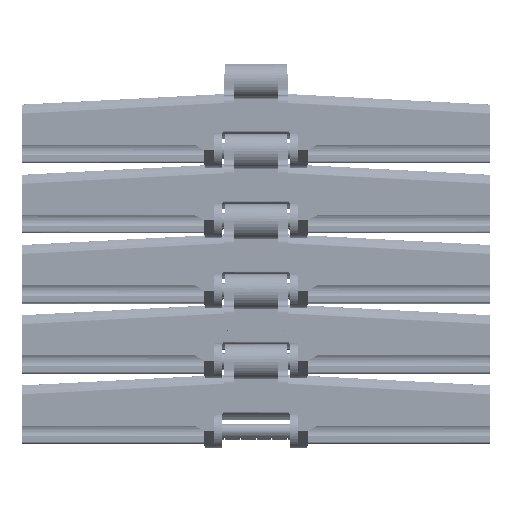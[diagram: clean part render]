
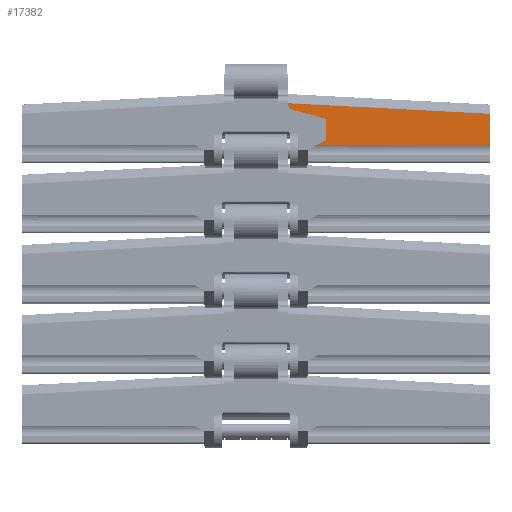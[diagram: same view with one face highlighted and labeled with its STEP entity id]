
A CAD part, front view. The second image highlights one B-rep face of the part: STEP entity #17382.
In plain terms, the highlighted planar face has unit normal (0, -1, 0).
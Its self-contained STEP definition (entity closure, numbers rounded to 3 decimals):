
#131 = CIRCLE ( 'NONE', #7971, 5. ) ;
#179 = DIRECTION ( 'NONE',  ( 0., 0., 1. ) ) ;
#507 = CARTESIAN_POINT ( 'NONE',  ( 28.183, -2.4, -8.823 ) ) ;
#655 = LINE ( 'NONE', #3693, #12875 ) ;
#679 = CARTESIAN_POINT ( 'NONE',  ( 22.594, -2.4, 9.45 ) ) ;
#940 = VECTOR ( 'NONE', #6376, 1000. ) ;
#1229 = CARTESIAN_POINT ( 'NONE',  ( 19.724, -2.4, 10.219 ) ) ;
#1436 = CARTESIAN_POINT ( 'NONE',  ( 127., -2.4, 8.013 ) ) ;
#1777 = LINE ( 'NONE', #7672, #12952 ) ;
#1914 = CARTESIAN_POINT ( 'NONE',  ( 28.22, -2.4, -9.567 ) ) ;
#1999 = ORIENTED_EDGE ( 'NONE', *, *, #2651, .T. ) ;
#2093 = VERTEX_POINT ( 'NONE', #507 ) ;
#2482 = EDGE_CURVE ( 'NONE', #6317, #10407, #12004, .T. ) ;
#2651 = EDGE_CURVE ( 'NONE', #2093, #18441, #7843, .T. ) ;
#2673 = DIRECTION ( 'NONE',  ( 0.966, 0., -0.259 ) ) ;
#2820 = VERTEX_POINT ( 'NONE', #679 ) ;
#3212 = EDGE_LOOP ( 'NONE', ( #5178, #8173, #18916, #10632, #9011, #12096, #10984, #11654, #1999 ) ) ;
#3221 = EDGE_CURVE ( 'NONE', #11841, #18441, #14873, .T. ) ;
#3369 = EDGE_CURVE ( 'NONE', #11841, #10658, #655, .T. ) ;
#3387 = DIRECTION ( 'NONE',  ( 0.049, 0., -0.999 ) ) ;
#3693 = CARTESIAN_POINT ( 'NONE',  ( 0.767, -2.4, 14.628 ) ) ;
#3791 = CARTESIAN_POINT ( 'NONE',  ( 84.454, -2.4, 10.205 ) ) ;
#4060 = VECTOR ( 'NONE', #2673, 1000. ) ;
#4219 = DIRECTION ( 'NONE',  ( 0., 1., 0. ) ) ;
#4325 = DIRECTION ( 'NONE',  ( 0., -1., 0. ) ) ;
#5043 = EDGE_CURVE ( 'NONE', #8585, #17031, #8758, .T. ) ;
#5091 = DIRECTION ( 'NONE',  ( 0., 0., 1. ) ) ;
#5178 = ORIENTED_EDGE ( 'NONE', *, *, #3221, .F. ) ;
#5333 = CARTESIAN_POINT ( 'NONE',  ( 19.724, -2.4, 10.219 ) ) ;
#5736 = EDGE_CURVE ( 'NONE', #10658, #6317, #1777, .T. ) ;
#6317 = VERTEX_POINT ( 'NONE', #17135 ) ;
#6376 = DIRECTION ( 'NONE',  ( 1., 0., 0. ) ) ;
#6674 = CARTESIAN_POINT ( 'NONE',  ( 0., -2.4, 0. ) ) ;
#6831 = DIRECTION ( 'NONE',  ( 0., 0., 1. ) ) ;
#7160 = CARTESIAN_POINT ( 'NONE',  ( 21.3, -2.4, 4.62 ) ) ;
#7672 = CARTESIAN_POINT ( 'NONE',  ( 17.5, -2.4, 13.117 ) ) ;
#7843 = LINE ( 'NONE', #12064, #940 ) ;
#7849 = PLANE ( 'NONE',  #16715 ) ;
#7971 = AXIS2_PLACEMENT_3D ( 'NONE', #7160, #4219, #179 ) ;
#8173 = ORIENTED_EDGE ( 'NONE', *, *, #3369, .T. ) ;
#8235 = FACE_OUTER_BOUND ( 'NONE', #3212, .T. ) ;
#8582 = DIRECTION ( 'NONE',  ( 0., -1., 0. ) ) ;
#8585 = VERTEX_POINT ( 'NONE', #9183 ) ;
#8758 = CIRCLE ( 'NONE', #12220, 58.4 ) ;
#8938 = CARTESIAN_POINT ( 'NONE',  ( 20.5, -2.4, 13.117 ) ) ;
#9011 = ORIENTED_EDGE ( 'NONE', *, *, #10955, .T. ) ;
#9146 = VECTOR ( 'NONE', #3387, 1000. ) ;
#9183 = CARTESIAN_POINT ( 'NONE',  ( 26.281, -2.4, 5.06 ) ) ;
#9524 = AXIS2_PLACEMENT_3D ( 'NONE', #8938, #4325, #10429 ) ;
#9716 = DIRECTION ( 'NONE',  ( -0.999, 0., 0.052 ) ) ;
#10407 = VERTEX_POINT ( 'NONE', #1229 ) ;
#10429 = DIRECTION ( 'NONE',  ( 0., 0., 1. ) ) ;
#10502 = DIRECTION ( 'NONE',  ( 0., 0., -1. ) ) ;
#10632 = ORIENTED_EDGE ( 'NONE', *, *, #2482, .T. ) ;
#10658 = VERTEX_POINT ( 'NONE', #11926 ) ;
#10955 = EDGE_CURVE ( 'NONE', #10407, #2820, #13167, .T. ) ;
#10984 = ORIENTED_EDGE ( 'NONE', *, *, #5043, .T. ) ;
#11654 = ORIENTED_EDGE ( 'NONE', *, *, #15501, .T. ) ;
#11841 = VERTEX_POINT ( 'NONE', #1436 ) ;
#11926 = CARTESIAN_POINT ( 'NONE',  ( 17.5, -2.4, 13.751 ) ) ;
#12004 = CIRCLE ( 'NONE', #9524, 3. ) ;
#12064 = CARTESIAN_POINT ( 'NONE',  ( -127.001, -2.4, -8.823 ) ) ;
#12096 = ORIENTED_EDGE ( 'NONE', *, *, #18822, .T. ) ;
#12220 = AXIS2_PLACEMENT_3D ( 'NONE', #3791, #8582, #6831 ) ;
#12646 = DIRECTION ( 'NONE',  ( 0., 1., 0. ) ) ;
#12671 = CARTESIAN_POINT ( 'NONE',  ( 27.982, -2.4, -4.68 ) ) ;
#12875 = VECTOR ( 'NONE', #9716, 1000. ) ;
#12952 = VECTOR ( 'NONE', #13549, 1000. ) ;
#13167 = LINE ( 'NONE', #5333, #4060 ) ;
#13507 = CARTESIAN_POINT ( 'NONE',  ( 127., -2.4, -18.77 ) ) ;
#13549 = DIRECTION ( 'NONE',  ( 0., 0., -1. ) ) ;
#14133 = VECTOR ( 'NONE', #10502, 1000. ) ;
#14873 = LINE ( 'NONE', #13507, #14133 ) ;
#15501 = EDGE_CURVE ( 'NONE', #17031, #2093, #15535, .T. ) ;
#15535 = LINE ( 'NONE', #1914, #9146 ) ;
#16715 = AXIS2_PLACEMENT_3D ( 'NONE', #6674, #12646, #5091 ) ;
#17031 = VERTEX_POINT ( 'NONE', #12671 ) ;
#17135 = CARTESIAN_POINT ( 'NONE',  ( 17.5, -2.4, 13.117 ) ) ;
#17382 = ADVANCED_FACE ( 'NONE', ( #8235 ), #7849, .F. ) ;
#18436 = CARTESIAN_POINT ( 'NONE',  ( 127., -2.4, -8.823 ) ) ;
#18441 = VERTEX_POINT ( 'NONE', #18436 ) ;
#18822 = EDGE_CURVE ( 'NONE', #2820, #8585, #131, .T. ) ;
#18916 = ORIENTED_EDGE ( 'NONE', *, *, #5736, .T. ) ;
